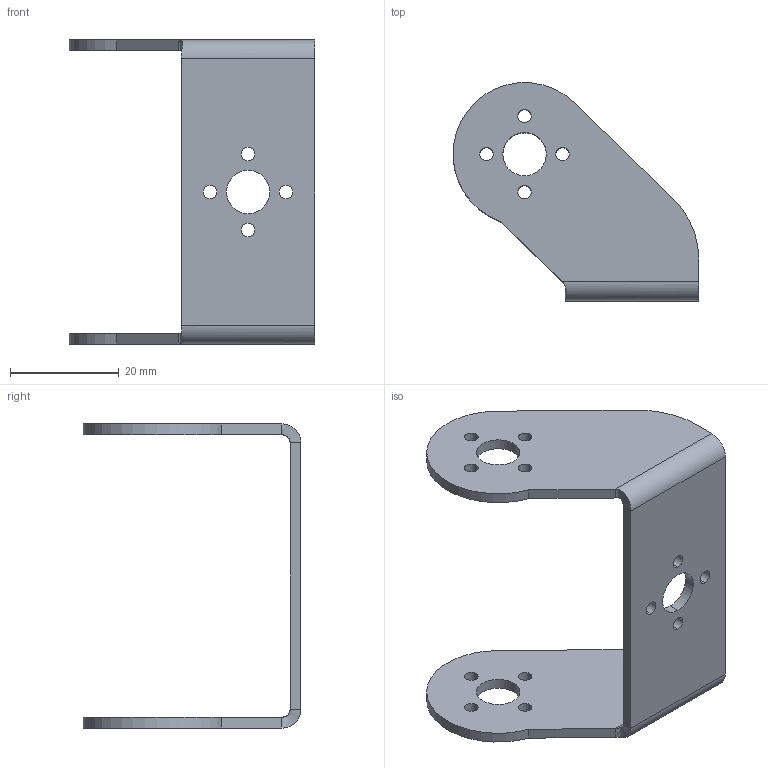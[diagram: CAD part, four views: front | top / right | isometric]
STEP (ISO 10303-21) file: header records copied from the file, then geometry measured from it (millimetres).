
FILE_DESCRIPTION (( 'STEP AP203' ), '1' );
FILE_NAME ('Offset Bracket.STEP', '2015-06-15T09:11:12', ( 'Hendricks' ), ( '' ), 'SwSTEP 2.0', 'SolidWorks 2015', '' );
FILE_SCHEMA (( 'CONFIG_CONTROL_DESIGN' ));
Length unit declared in the file: millimetre
Products named in the file (1): Offset Bracket
Bounding box: 45.27 x 40.14 x 56 mm (x, y, z)
Volume: 6687 mm3; surface area: 7674.2 mm2
Topology: 1 solids, 1 shells, 56 faces, 146 edges, 92 vertices
Faces by surface type: cylinder 38, plane 16, bspline 2
Entity records: 1979 total; most frequent: CARTESIAN_POINT 425, DIRECTION 320, ORIENTED_EDGE 292, EDGE_CURVE 146, AXIS2_PLACEMENT_3D 127, VERTEX_POINT 92, EDGE_LOOP 86, CIRCLE 72
